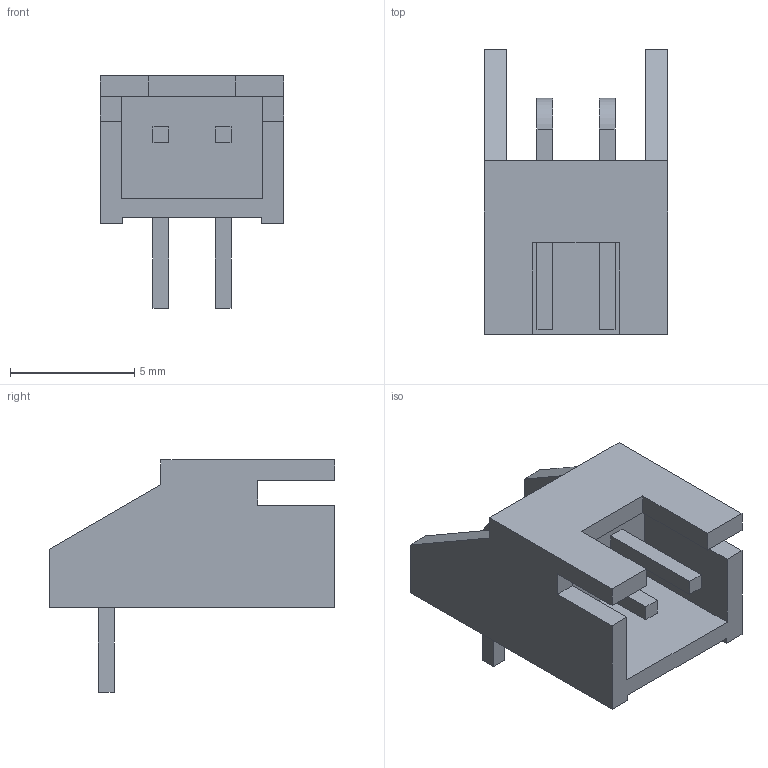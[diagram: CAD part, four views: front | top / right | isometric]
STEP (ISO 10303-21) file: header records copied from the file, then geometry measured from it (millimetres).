
FILE_DESCRIPTION(('FreeCAD Model'),'2;1');
FILE_NAME('JST_XH_S02B-XH-A_02x2.50mm_Angled.STEP','2016-03-20T22:59:45',('Author') ,(''),'Open CASCADE STEP processor 6.8','FreeCAD','Unknown');
FILE_SCHEMA(('AUTOMOTIVE_DESIGN_CC2 { 1 2 10303 214 -1 1 5 4 }'));
Length unit declared in the file: millimetre
Products named in the file (1): S2B-XH-A
Bounding box: 7.4 x 11.5 x 9.35 mm (x, y, z)
Volume: 213.1 mm3; surface area: 492.6 mm2
Topology: 1 solids, 1 shells, 56 faces, 150 edges, 100 vertices
Faces by surface type: plane 52, cylinder 4
Entity records: 4441 total; most frequent: CARTESIAN_POINT 1015, DIRECTION 552, LINE 418, VECTOR 418, ORIENTED_EDGE 300, PCURVE 300, DEFINITIONAL_REPRESENTATION 300, EDGE_CURVE 150
